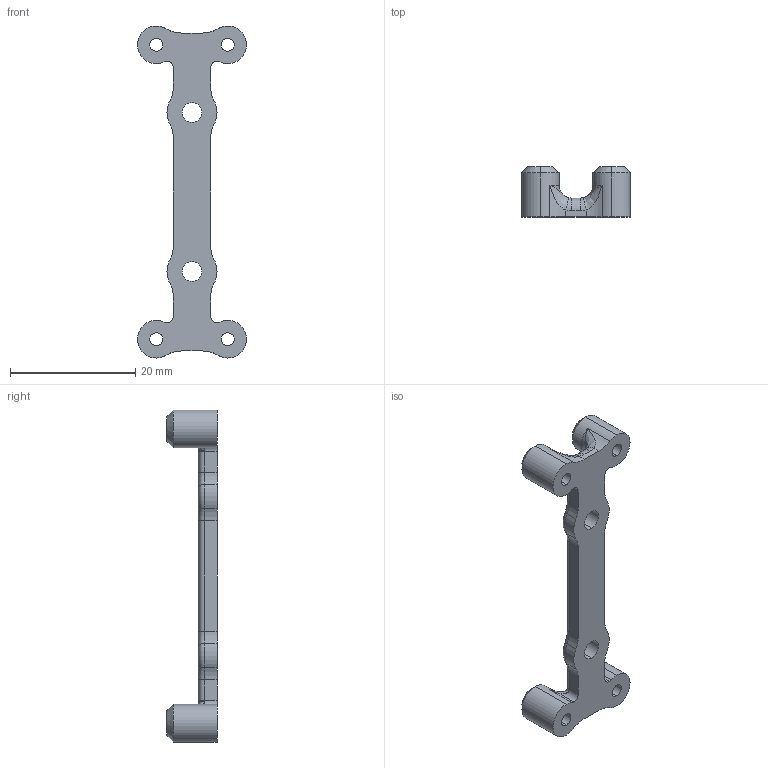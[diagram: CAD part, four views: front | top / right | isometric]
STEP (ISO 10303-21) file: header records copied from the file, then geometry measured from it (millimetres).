
FILE_DESCRIPTION (( 'STEP AP203' ), '1' );
FILE_NAME ('woodpico.STEP', '2024-08-25T02:12:54', ( '' ), ( '' ), 'SwSTEP 2.0', 'SolidWorks 2023', '' );
FILE_SCHEMA (( 'CONFIG_CONTROL_DESIGN' ));
Length unit declared in the file: millimetre
Products named in the file (1): woodpico
Bounding box: 17.4 x 8 x 53 mm (x, y, z)
Volume: 1644.4 mm3; surface area: 1847.8 mm2
Topology: 1 solids, 1 shells, 116 faces, 290 edges, 172 vertices
Faces by surface type: cylinder 58, torus 20, plane 18, bspline 12, cone 8
Entity records: 4147 total; most frequent: CARTESIAN_POINT 1293, DIRECTION 628, ORIENTED_EDGE 564, EDGE_CURVE 282, AXIS2_PLACEMENT_3D 267, VERTEX_POINT 172, CIRCLE 162, EDGE_LOOP 132
